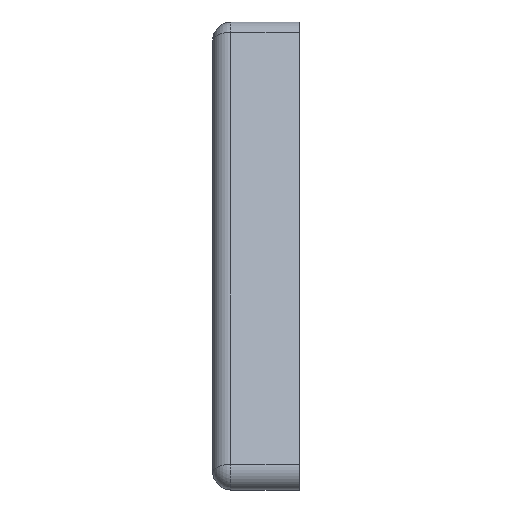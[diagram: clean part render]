
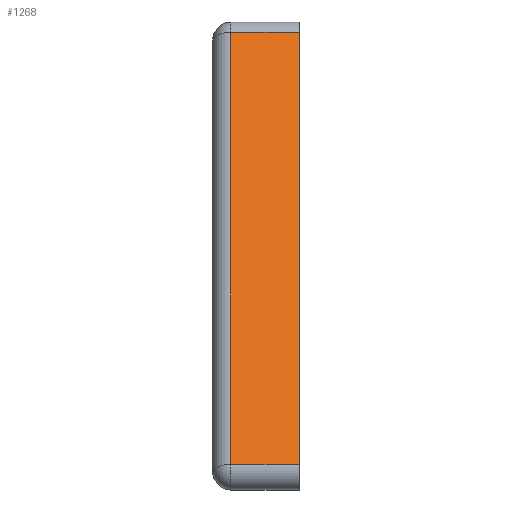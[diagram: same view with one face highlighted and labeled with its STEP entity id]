
A CAD part, left-side view. The second image highlights one B-rep face of the part: STEP entity #1268.
In plain terms, the highlighted planar face has unit normal (-0.906, 0, 0.423).
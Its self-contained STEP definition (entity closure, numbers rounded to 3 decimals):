
#135 = PLANE ( 'NONE',  #1017 ) ;
#145 = VECTOR ( 'NONE', #627, 1000. ) ;
#152 = EDGE_CURVE ( 'NONE', #1513, #1151, #312, .T. ) ;
#180 = FACE_OUTER_BOUND ( 'NONE', #309, .T. ) ;
#210 = ORIENTED_EDGE ( 'NONE', *, *, #739, .T. ) ;
#284 = DIRECTION ( 'NONE',  ( -0.423, 0., -0.906 ) ) ;
#309 = EDGE_LOOP ( 'NONE', ( #549, #210, #821, #1325 ) ) ;
#312 = LINE ( 'NONE', #1708, #1565 ) ;
#366 = DIRECTION ( 'NONE',  ( 0., 1., 0. ) ) ;
#549 = ORIENTED_EDGE ( 'NONE', *, *, #1837, .T. ) ;
#562 = DIRECTION ( 'NONE',  ( 0.423, 0., 0.906 ) ) ;
#627 = DIRECTION ( 'NONE',  ( 0., -1., 0. ) ) ;
#724 = CARTESIAN_POINT ( 'NONE',  ( -10.137, -2.4, 0.711 ) ) ;
#739 = EDGE_CURVE ( 'NONE', #2098, #1513, #1255, .T. ) ;
#761 = VERTEX_POINT ( 'NONE', #724 ) ;
#821 = ORIENTED_EDGE ( 'NONE', *, *, #152, .T. ) ;
#824 = CARTESIAN_POINT ( 'NONE',  ( -10.469, -2.4, 0. ) ) ;
#943 = CARTESIAN_POINT ( 'NONE',  ( -10.137, -2.4, 0.711 ) ) ;
#1017 = AXIS2_PLACEMENT_3D ( 'NONE', #824, #1526, #2198 ) ;
#1092 = VECTOR ( 'NONE', #366, 1000. ) ;
#1112 = CARTESIAN_POINT ( 'NONE',  ( -4.542, -2.4, 12.711 ) ) ;
#1151 = VERTEX_POINT ( 'NONE', #1373 ) ;
#1214 = LINE ( 'NONE', #1764, #1875 ) ;
#1255 = LINE ( 'NONE', #2099, #1092 ) ;
#1268 = ADVANCED_FACE ( 'NONE', ( #180 ), #135, .T. ) ;
#1325 = ORIENTED_EDGE ( 'NONE', *, *, #1430, .T. ) ;
#1373 = CARTESIAN_POINT ( 'NONE',  ( -10.137, -0.5, 0.711 ) ) ;
#1430 = EDGE_CURVE ( 'NONE', #1151, #761, #2149, .T. ) ;
#1513 = VERTEX_POINT ( 'NONE', #1874 ) ;
#1526 = DIRECTION ( 'NONE',  ( -0.906, 0., 0.423 ) ) ;
#1565 = VECTOR ( 'NONE', #284, 1000. ) ;
#1708 = CARTESIAN_POINT ( 'NONE',  ( -10.469, -0.5, 0. ) ) ;
#1764 = CARTESIAN_POINT ( 'NONE',  ( -10.469, -2.4, 0. ) ) ;
#1837 = EDGE_CURVE ( 'NONE', #761, #2098, #1214, .T. ) ;
#1874 = CARTESIAN_POINT ( 'NONE',  ( -4.542, -0.5, 12.711 ) ) ;
#1875 = VECTOR ( 'NONE', #562, 1000. ) ;
#2098 = VERTEX_POINT ( 'NONE', #1112 ) ;
#2099 = CARTESIAN_POINT ( 'NONE',  ( -4.542, -2.4, 12.711 ) ) ;
#2149 = LINE ( 'NONE', #943, #145 ) ;
#2198 = DIRECTION ( 'NONE',  ( 0.423, 0., 0.906 ) ) ;
